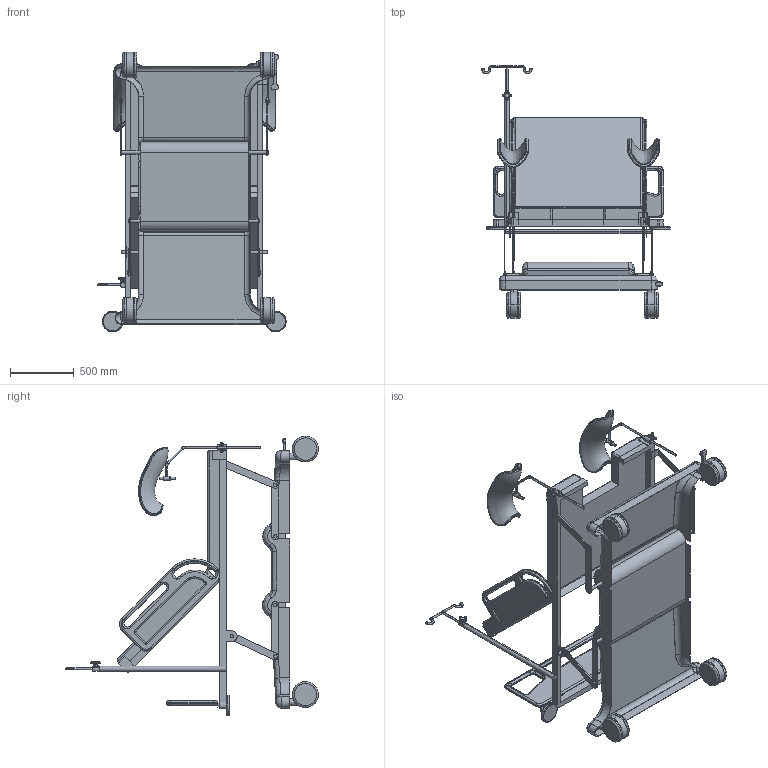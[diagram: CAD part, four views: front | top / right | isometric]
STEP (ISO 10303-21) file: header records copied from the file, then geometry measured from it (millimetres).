
FILE_DESCRIPTION(('FreeCAD Model'),'2;1');
FILE_NAME('Open CASCADE Shape Model','2025-04-29T12:23:22',('FreeCAD'),( 'FreeCAD'),'Open CASCADE STEP processor 7.6','FreeCAD','Unknown');
FILE_SCHEMA(('AUTOMOTIVE_DESIGN { 1 0 10303 214 1 1 1 1 }'));
Products named in the file (1): Open CASCADE STEP translator 7.6 1
Bounding box: 1480.74 x 1987.4 x 2200.12 mm (x, y, z)
Surface area: 19868243.5 mm2 (no closed solid volume)
Topology: 0 solids, 1122 shells, 1122 faces, 15727 edges, 15715 vertices
Faces by surface type: bspline 1122
Entity records: 192028 total; most frequent: CARTESIAN_POINT 125188, ORIENTED_EDGE 15715, EDGE_CURVE 15715, VERTEX_POINT 15715, B_SPLINE_CURVE_WITH_KNOTS 13638, FACE_BOUND 1171, EDGE_LOOP 1171, SHELL_BASED_SURFACE_MODEL 1122
